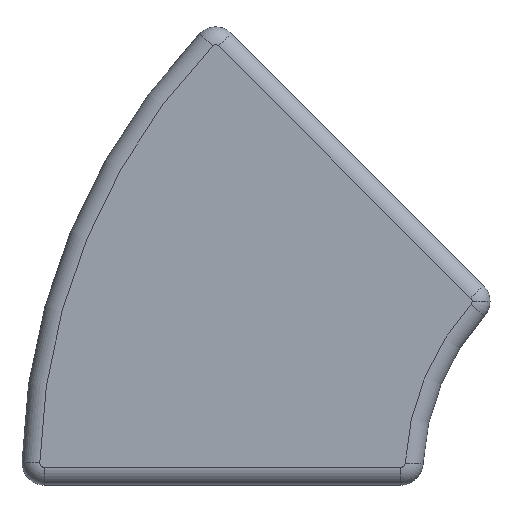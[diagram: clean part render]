
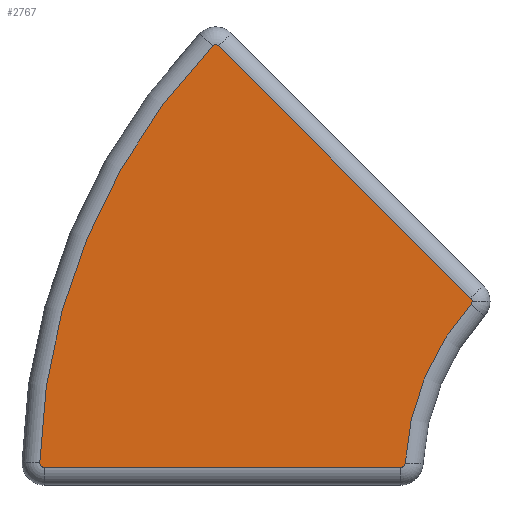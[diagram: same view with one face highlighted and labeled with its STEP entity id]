
A CAD part, top view. The second image highlights one B-rep face of the part: STEP entity #2767.
In plain terms, the highlighted planar face has unit normal (0, 0, 1).
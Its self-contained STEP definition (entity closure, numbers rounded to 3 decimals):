
#301 = ORIENTED_EDGE ( 'NONE', *, *, #363, .T. ) ;
#302 = EDGE_CURVE ( 'NONE', #366, #371, #852, .T. ) ;
#303 = ORIENTED_EDGE ( 'NONE', *, *, #359, .T. ) ;
#304 = ORIENTED_EDGE ( 'NONE', *, *, #302, .T. ) ;
#305 = EDGE_CURVE ( 'NONE', #371, #370, #861, .T. ) ;
#306 = ORIENTED_EDGE ( 'NONE', *, *, #2623, .T. ) ;
#307 = EDGE_CURVE ( 'NONE', #370, #2670, #847, .T. ) ;
#353 = ORIENTED_EDGE ( 'NONE', *, *, #307, .T. ) ;
#354 = VERTEX_POINT ( 'NONE', #952 ) ;
#355 = ORIENTED_EDGE ( 'NONE', *, *, #369, .T. ) ;
#356 = EDGE_CURVE ( 'NONE', #365, #354, #957, .T. ) ;
#358 = ORIENTED_EDGE ( 'NONE', *, *, #356, .T. ) ;
#359 = EDGE_CURVE ( 'NONE', #354, #364, #941, .T. ) ;
#361 = EDGE_CURVE ( 'NONE', #364, #3064, #936, .T. ) ;
#363 = EDGE_CURVE ( 'NONE', #3050, #366, #951, .T. ) ;
#364 = VERTEX_POINT ( 'NONE', #940 ) ;
#365 = VERTEX_POINT ( 'NONE', #942 ) ;
#366 = VERTEX_POINT ( 'NONE', #938 ) ;
#367 = ORIENTED_EDGE ( 'NONE', *, *, #3065, .T. ) ;
#368 = ORIENTED_EDGE ( 'NONE', *, *, #305, .T. ) ;
#369 = EDGE_CURVE ( 'NONE', #2736, #365, #985, .T. ) ;
#370 = VERTEX_POINT ( 'NONE', #992 ) ;
#371 = VERTEX_POINT ( 'NONE', #979 ) ;
#821 = CARTESIAN_POINT ( 'NONE',  ( -1151.941, 1988.217, 2.5 ) ) ;
#839 = CARTESIAN_POINT ( 'NONE',  ( -1101.697, 1940.198, 2.5 ) ) ;
#844 = DIRECTION ( 'NONE',  ( 1., 0., 0. ) ) ;
#845 = DIRECTION ( 'NONE',  ( 0., 0., 1. ) ) ;
#846 = AXIS2_PLACEMENT_3D ( 'NONE', #839, #901, #900 ) ;
#847 = CIRCLE ( 'NONE', #846, 70. ) ;
#848 = DIRECTION ( 'NONE',  ( -0.707, 0.707, 0. ) ) ;
#849 = VECTOR ( 'NONE', #848, 1000. ) ;
#850 = CARTESIAN_POINT ( 'NONE',  ( -1109.057, 1946.041, 2.5 ) ) ;
#852 = LINE ( 'NONE', #850, #849 ) ;
#856 = AXIS2_PLACEMENT_3D ( 'NONE', #821, #845, #844 ) ;
#861 = CIRCLE ( 'NONE', #856, 0.5 ) ;
#900 = DIRECTION ( 'NONE',  ( 1., 0., 0. ) ) ;
#901 = DIRECTION ( 'NONE',  ( 0., 0., 1. ) ) ;
#933 = DIRECTION ( 'NONE',  ( 1., 0., 0. ) ) ;
#934 = DIRECTION ( 'NONE',  ( 0., 0., -1. ) ) ;
#935 = AXIS2_PLACEMENT_3D ( 'NONE', #962, #934, #933 ) ;
#936 = CIRCLE ( 'NONE', #935, 29. ) ;
#938 = CARTESIAN_POINT ( 'NONE',  ( -1123.286, 1960.269, 2.5 ) ) ;
#939 = DIRECTION ( 'NONE',  ( 1., 0., 0. ) ) ;
#940 = CARTESIAN_POINT ( 'NONE',  ( -1130.656, 1941.745, 2.5 ) ) ;
#941 = CIRCLE ( 'NONE', #947, 0.5 ) ;
#942 = CARTESIAN_POINT ( 'NONE',  ( -1171.179, 1941.271, 2.5 ) ) ;
#943 = DIRECTION ( 'NONE',  ( 1., 0., 0. ) ) ;
#944 = VECTOR ( 'NONE', #943, 1000. ) ;
#945 = CARTESIAN_POINT ( 'NONE',  ( -1147.409, 1941.271, 2.5 ) ) ;
#947 = AXIS2_PLACEMENT_3D ( 'NONE', #948, #953, #939 ) ;
#948 = CARTESIAN_POINT ( 'NONE',  ( -1131.155, 1941.771, 2.5 ) ) ;
#951 = CIRCLE ( 'NONE', #991, 0.5 ) ;
#952 = CARTESIAN_POINT ( 'NONE',  ( -1131.155, 1941.271, 2.5 ) ) ;
#953 = DIRECTION ( 'NONE',  ( 0., 0., 1. ) ) ;
#957 = LINE ( 'NONE', #945, #944 ) ;
#962 = CARTESIAN_POINT ( 'NONE',  ( -1101.697, 1940.198, 2.5 ) ) ;
#979 = CARTESIAN_POINT ( 'NONE',  ( -1151.587, 1988.57, 2.5 ) ) ;
#981 = DIRECTION ( 'NONE',  ( 1., 0., 0. ) ) ;
#982 = DIRECTION ( 'NONE',  ( 0., 0., 1. ) ) ;
#983 = CARTESIAN_POINT ( 'NONE',  ( -1171.179, 1941.771, 2.5 ) ) ;
#984 = AXIS2_PLACEMENT_3D ( 'NONE', #983, #982, #981 ) ;
#985 = CIRCLE ( 'NONE', #984, 0.5 ) ;
#988 = DIRECTION ( 'NONE',  ( 1., 0., 0. ) ) ;
#989 = DIRECTION ( 'NONE',  ( 0., 0., 1. ) ) ;
#990 = CARTESIAN_POINT ( 'NONE',  ( -1123.64, 1959.916, 2.5 ) ) ;
#991 = AXIS2_PLACEMENT_3D ( 'NONE', #990, #989, #988 ) ;
#992 = CARTESIAN_POINT ( 'NONE',  ( -1152.302, 1988.562, 2.5 ) ) ;
#1247 = DIRECTION ( 'NONE',  ( 1., 0., 0. ) ) ;
#1248 = DIRECTION ( 'NONE',  ( 0., 0., 1. ) ) ;
#1249 = CARTESIAN_POINT ( 'NONE',  ( -1171.179, 1941.771, 2.5 ) ) ;
#1250 = AXIS2_PLACEMENT_3D ( 'NONE', #1249, #1248, #1247 ) ;
#1265 = CIRCLE ( 'NONE', #1250, 0.5 ) ;
#1332 = CARTESIAN_POINT ( 'NONE',  ( -1171.679, 1941.783, 2.5 ) ) ;
#1482 = CARTESIAN_POINT ( 'NONE',  ( -1171.679, 1941.771, 2.5 ) ) ;
#1501 = DIRECTION ( 'NONE',  ( 0., 0., 1. ) ) ;
#1503 = AXIS2_PLACEMENT_3D ( 'NONE', #1558, #1501, #1561 ) ;
#1546 = FACE_OUTER_BOUND ( 'NONE', #2768, .T. ) ;
#1558 = CARTESIAN_POINT ( 'NONE',  ( -1147.409, 1907.689, 2.5 ) ) ;
#1561 = DIRECTION ( 'NONE',  ( 1., 0., 0. ) ) ;
#1562 = PLANE ( 'NONE',  #1503 ) ;
#1997 = DIRECTION ( 'NONE',  ( 0., 0., 1. ) ) ;
#2023 = CARTESIAN_POINT ( 'NONE',  ( -1123.14, 1959.916, 2.5 ) ) ;
#2031 = CIRCLE ( 'NONE', #2043, 0.5 ) ;
#2037 = CARTESIAN_POINT ( 'NONE',  ( -1123.64, 1959.916, 2.5 ) ) ;
#2038 = CARTESIAN_POINT ( 'NONE',  ( -1123.268, 1959.581, 2.5 ) ) ;
#2043 = AXIS2_PLACEMENT_3D ( 'NONE', #2037, #1997, #2075 ) ;
#2075 = DIRECTION ( 'NONE',  ( 1., 0., 0. ) ) ;
#2623 = EDGE_CURVE ( 'NONE', #2670, #2736, #1265, .T. ) ;
#2670 = VERTEX_POINT ( 'NONE', #1332 ) ;
#2736 = VERTEX_POINT ( 'NONE', #1482 ) ;
#2767 = ADVANCED_FACE ( 'NONE', ( #1546 ), #1562, .T. ) ;
#2768 = EDGE_LOOP ( 'NONE', ( #3077, #367, #301, #304, #368, #353, #306, #355, #358, #303 ) ) ;
#3050 = VERTEX_POINT ( 'NONE', #2023 ) ;
#3064 = VERTEX_POINT ( 'NONE', #2038 ) ;
#3065 = EDGE_CURVE ( 'NONE', #3064, #3050, #2031, .T. ) ;
#3077 = ORIENTED_EDGE ( 'NONE', *, *, #361, .T. ) ;
